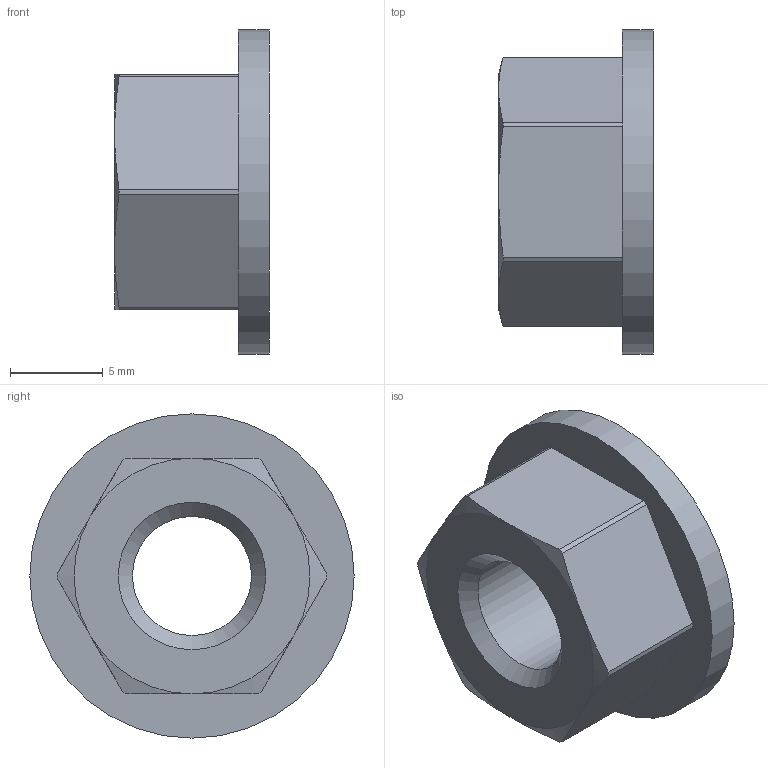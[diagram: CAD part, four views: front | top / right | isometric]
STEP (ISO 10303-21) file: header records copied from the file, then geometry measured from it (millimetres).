
FILE_DESCRIPTION(/* description */ ('STEP AP214'),/* implementation_level */ '2;1');
FILE_NAME(/* name */ '3759',/* time_stamp */ '2023-08-13T18:29:54+02:00',/* author */ ('License CC BY-ND 4.0'),/* organization */ ('CADENAS'),/* preprocessor_version */ 'ST-DEVELOPER v19.3',/* originating_system */ 'PARTsolutions',/* authorisation */ ' ');
FILE_SCHEMA (('AUTOMOTIVE_DESIGN {1 0 10303 214 3 1 1}'));
Length unit declared in the file: inch
Products named in the file (1): 3759
Bounding box: 8.33 x 17.46 x 17.46 mm (x, y, z)
Volume: 1047.4 mm3; surface area: 945.5 mm2
Topology: 1 solids, 1 shells, 25 faces, 58 edges, 36 vertices
Faces by surface type: plane 9, cone 8, cylinder 8
Full cylindrical faces by diameter (mm): 6.411 x1, 17.462 x1
Entity records: 740 total; most frequent: CARTESIAN_POINT 152, DIRECTION 118, ORIENTED_EDGE 108, EDGE_CURVE 54, AXIS2_PLACEMENT_3D 50, VERTEX_POINT 36, EDGE_LOOP 32, FACE_BOUND 32
